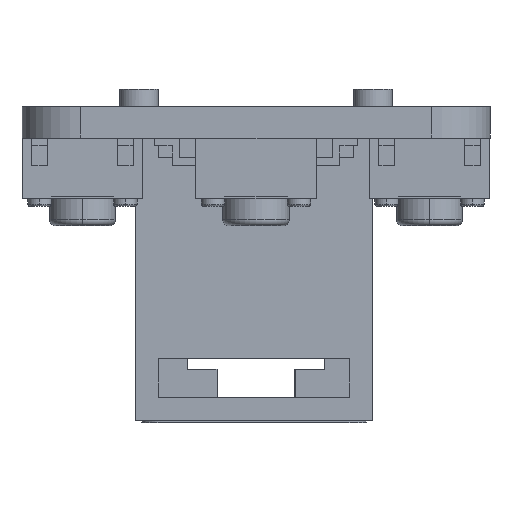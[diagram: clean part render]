
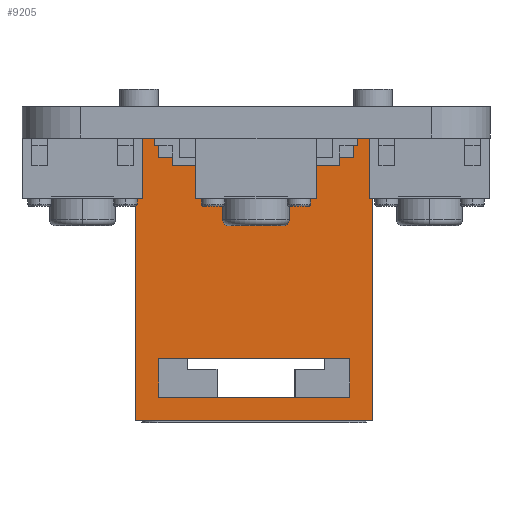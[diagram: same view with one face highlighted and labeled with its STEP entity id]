
A CAD part, left-side view. The second image highlights one B-rep face of the part: STEP entity #9205.
In plain terms, the highlighted planar face has unit normal (-1, 0, 0).
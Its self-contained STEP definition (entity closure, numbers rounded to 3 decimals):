
#127 = VERTEX_POINT ( 'NONE', #18075 ) ;
#240 = CARTESIAN_POINT ( 'NONE',  ( 15.072, -4.289, -1.39 ) ) ;
#835 = LINE ( 'NONE', #7873, #11763 ) ;
#895 = DIRECTION ( 'NONE',  ( 0., -1., 0. ) ) ;
#937 = CARTESIAN_POINT ( 'NONE',  ( 15.072, -4.089, -13.69 ) ) ;
#944 = LINE ( 'NONE', #13129, #4286 ) ;
#1126 = EDGE_LOOP ( 'NONE', ( #4438, #11150, #7344, #3074 ) ) ;
#1441 = VECTOR ( 'NONE', #3307, 1000. ) ;
#1534 = VECTOR ( 'NONE', #5720, 1000. ) ;
#1827 = DIRECTION ( 'NONE',  ( 0., -1., 0. ) ) ;
#1921 = VERTEX_POINT ( 'NONE', #10670 ) ;
#1966 = VERTEX_POINT ( 'NONE', #10788 ) ;
#2159 = VECTOR ( 'NONE', #3441, 1000. ) ;
#2286 = EDGE_CURVE ( 'NONE', #5995, #127, #3645, .T. ) ;
#2422 = VERTEX_POINT ( 'NONE', #3335 ) ;
#2642 = VECTOR ( 'NONE', #9480, 1000. ) ;
#2659 = VERTEX_POINT ( 'NONE', #240 ) ;
#2844 = VERTEX_POINT ( 'NONE', #4984 ) ;
#3074 = ORIENTED_EDGE ( 'NONE', *, *, #15491, .F. ) ;
#3104 = LINE ( 'NONE', #5266, #6946 ) ;
#3307 = DIRECTION ( 'NONE',  ( 0., 1., 0. ) ) ;
#3335 = CARTESIAN_POINT ( 'NONE',  ( 15.072, 5.711, -0.39 ) ) ;
#3364 = AXIS2_PLACEMENT_3D ( 'NONE', #15442, #6896, #16889 ) ;
#3377 = CARTESIAN_POINT ( 'NONE',  ( 15.072, -4.289, -1.39 ) ) ;
#3441 = DIRECTION ( 'NONE',  ( 0., 0., 1. ) ) ;
#3645 = LINE ( 'NONE', #11338, #7025 ) ;
#3724 = ORIENTED_EDGE ( 'NONE', *, *, #2286, .T. ) ;
#3803 = VECTOR ( 'NONE', #1827, 1000. ) ;
#3826 = FACE_BOUND ( 'NONE', #1126, .T. ) ;
#4217 = DIRECTION ( 'NONE',  ( 0., 0., -1. ) ) ;
#4286 = VECTOR ( 'NONE', #5998, 1000. ) ;
#4294 = CARTESIAN_POINT ( 'NONE',  ( 15.072, -5.289, -0.39 ) ) ;
#4438 = ORIENTED_EDGE ( 'NONE', *, *, #6646, .F. ) ;
#4825 = EDGE_CURVE ( 'NONE', #13797, #10491, #14977, .T. ) ;
#4984 = CARTESIAN_POINT ( 'NONE',  ( 15.072, -4.289, -0.39 ) ) ;
#5266 = CARTESIAN_POINT ( 'NONE',  ( 15.072, 6.911, -0.39 ) ) ;
#5683 = EDGE_CURVE ( 'NONE', #127, #1921, #15179, .T. ) ;
#5720 = DIRECTION ( 'NONE',  ( 0., 0., -1. ) ) ;
#5733 = ORIENTED_EDGE ( 'NONE', *, *, #7226, .F. ) ;
#5754 = DIRECTION ( 'NONE',  ( 0., 0., -1. ) ) ;
#5995 = VERTEX_POINT ( 'NONE', #8862 ) ;
#5998 = DIRECTION ( 'NONE',  ( 0., 0., 1. ) ) ;
#6303 = VECTOR ( 'NONE', #13582, 1000. ) ;
#6393 = ORIENTED_EDGE ( 'NONE', *, *, #13698, .F. ) ;
#6646 = EDGE_CURVE ( 'NONE', #13342, #1966, #944, .T. ) ;
#6896 = DIRECTION ( 'NONE',  ( -1., 0., 0. ) ) ;
#6946 = VECTOR ( 'NONE', #895, 1000. ) ;
#6952 = DIRECTION ( 'NONE',  ( 0., -1., 0. ) ) ;
#7025 = VECTOR ( 'NONE', #4217, 1000. ) ;
#7096 = ORIENTED_EDGE ( 'NONE', *, *, #5683, .T. ) ;
#7191 = FACE_OUTER_BOUND ( 'NONE', #17357, .T. ) ;
#7226 = EDGE_CURVE ( 'NONE', #8715, #1921, #16756, .T. ) ;
#7344 = ORIENTED_EDGE ( 'NONE', *, *, #4825, .F. ) ;
#7539 = ORIENTED_EDGE ( 'NONE', *, *, #15730, .F. ) ;
#7873 = CARTESIAN_POINT ( 'NONE',  ( 15.072, 5.711, -0.39 ) ) ;
#8592 = CARTESIAN_POINT ( 'NONE',  ( 15.072, 5.711, -13.69 ) ) ;
#8715 = VERTEX_POINT ( 'NONE', #11333 ) ;
#8862 = CARTESIAN_POINT ( 'NONE',  ( 15.072, 6.911, -0.39 ) ) ;
#9205 = ADVANCED_FACE ( 'NONE', ( #3826, #7191 ), #9689, .T. ) ;
#9480 = DIRECTION ( 'NONE',  ( 0., -1., 0. ) ) ;
#9689 = PLANE ( 'NONE',  #3364 ) ;
#9996 = EDGE_CURVE ( 'NONE', #2659, #2844, #13555, .T. ) ;
#10020 = CARTESIAN_POINT ( 'NONE',  ( 15.072, 5.711, -13.69 ) ) ;
#10447 = CARTESIAN_POINT ( 'NONE',  ( 15.072, 6.911, -0.39 ) ) ;
#10491 = VERTEX_POINT ( 'NONE', #8592 ) ;
#10552 = LINE ( 'NONE', #15035, #6303 ) ;
#10670 = CARTESIAN_POINT ( 'NONE',  ( 15.072, -5.289, -14.89 ) ) ;
#10727 = VECTOR ( 'NONE', #5754, 1000. ) ;
#10788 = CARTESIAN_POINT ( 'NONE',  ( 15.072, -4.089, -11.69 ) ) ;
#11150 = ORIENTED_EDGE ( 'NONE', *, *, #16498, .F. ) ;
#11333 = CARTESIAN_POINT ( 'NONE',  ( 15.072, -5.289, -0.39 ) ) ;
#11338 = CARTESIAN_POINT ( 'NONE',  ( 15.072, 6.911, -0.39 ) ) ;
#11375 = VECTOR ( 'NONE', #6952, 1000. ) ;
#11763 = VECTOR ( 'NONE', #12172, 1000. ) ;
#11768 = EDGE_CURVE ( 'NONE', #18288, #2659, #10552, .T. ) ;
#11879 = CARTESIAN_POINT ( 'NONE',  ( 15.072, -4.089, -11.69 ) ) ;
#12172 = DIRECTION ( 'NONE',  ( 0., 0., -1. ) ) ;
#12229 = ORIENTED_EDGE ( 'NONE', *, *, #11768, .F. ) ;
#12388 = LINE ( 'NONE', #11879, #1441 ) ;
#13129 = CARTESIAN_POINT ( 'NONE',  ( 15.072, -4.089, -13.69 ) ) ;
#13342 = VERTEX_POINT ( 'NONE', #17784 ) ;
#13555 = LINE ( 'NONE', #3377, #2159 ) ;
#13582 = DIRECTION ( 'NONE',  ( 0., -1., 0. ) ) ;
#13698 = EDGE_CURVE ( 'NONE', #2844, #8715, #14748, .T. ) ;
#13797 = VERTEX_POINT ( 'NONE', #17898 ) ;
#14428 = EDGE_CURVE ( 'NONE', #2422, #18288, #835, .T. ) ;
#14748 = LINE ( 'NONE', #10447, #3803 ) ;
#14977 = LINE ( 'NONE', #10020, #10727 ) ;
#15035 = CARTESIAN_POINT ( 'NONE',  ( 15.072, 5.711, -1.39 ) ) ;
#15137 = ORIENTED_EDGE ( 'NONE', *, *, #14428, .F. ) ;
#15179 = LINE ( 'NONE', #18410, #11375 ) ;
#15442 = CARTESIAN_POINT ( 'NONE',  ( 15.072, 6.911, -0.39 ) ) ;
#15491 = EDGE_CURVE ( 'NONE', #1966, #13797, #12388, .T. ) ;
#15730 = EDGE_CURVE ( 'NONE', #5995, #2422, #3104, .T. ) ;
#16498 = EDGE_CURVE ( 'NONE', #10491, #13342, #17854, .T. ) ;
#16756 = LINE ( 'NONE', #4294, #1534 ) ;
#16889 = DIRECTION ( 'NONE',  ( 0., 0., 1. ) ) ;
#17357 = EDGE_LOOP ( 'NONE', ( #17856, #12229, #15137, #7539, #3724, #7096, #5733, #6393 ) ) ;
#17649 = CARTESIAN_POINT ( 'NONE',  ( 15.072, 5.711, -1.39 ) ) ;
#17784 = CARTESIAN_POINT ( 'NONE',  ( 15.072, -4.089, -13.69 ) ) ;
#17854 = LINE ( 'NONE', #937, #2642 ) ;
#17856 = ORIENTED_EDGE ( 'NONE', *, *, #9996, .F. ) ;
#17898 = CARTESIAN_POINT ( 'NONE',  ( 15.072, 5.711, -11.69 ) ) ;
#18075 = CARTESIAN_POINT ( 'NONE',  ( 15.072, 6.911, -14.89 ) ) ;
#18288 = VERTEX_POINT ( 'NONE', #17649 ) ;
#18410 = CARTESIAN_POINT ( 'NONE',  ( 15.072, 6.911, -14.89 ) ) ;
